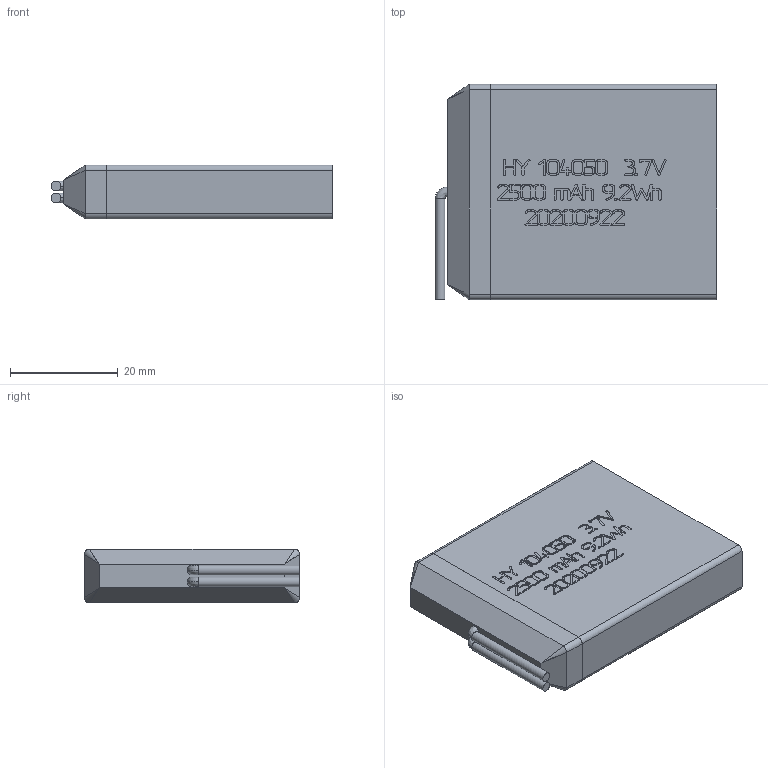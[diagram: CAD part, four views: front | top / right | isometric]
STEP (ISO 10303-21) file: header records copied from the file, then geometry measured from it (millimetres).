
FILE_DESCRIPTION(('STEP AP214'), '1');
FILE_NAME('Lp104050', '2024-10-20T15:12:59', (''), (''), 'C3D Converter', 'C3D Toolkit', '');
FILE_SCHEMA(('AUTOMOTIVE_DESIGN { 1 0 10303 214 3 1 1}'));
Length unit declared in the file: millimetre
Bounding box: 52.3 x 40.01 x 10.01 mm (x, y, z)
Volume: 19543.3 mm3; surface area: 5781 mm2
Topology: 1 solids, 1 shells, 1530 faces, 4476 edges, 2976 vertices
Faces by surface type: cylinder 958, plane 564, bspline 8
Full cylindrical faces by diameter (mm): 1.8 x4
Entity records: 64208 total; most frequent: CARTESIAN_POINT 9471, DIRECTION 9430, ORIENTED_EDGE 8936, EDGE_CURVE 4468, AXIS2_PLACEMENT_3D 3443, VERTEX_POINT 2976, LINE 2544, VECTOR 2544
